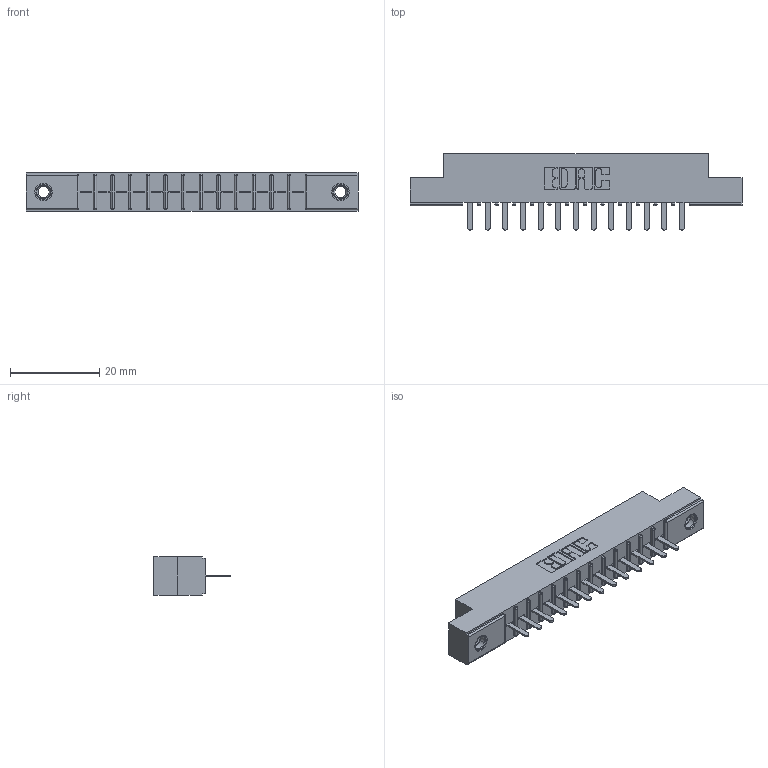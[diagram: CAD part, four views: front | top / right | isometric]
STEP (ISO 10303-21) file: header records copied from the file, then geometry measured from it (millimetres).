
FILE_DESCRIPTION (( 'STEP AP203' ), '1' );
FILE_NAME ('316-013-420-107.STEP', '2020-09-22T16:31:22', ( '' ), ( '' ), 'SwSTEP 2.0', 'SolidWorks 2020', '' );
FILE_SCHEMA (( 'CONFIG_CONTROL_DESIGN' ));
Length unit declared in the file: inch
Products named in the file (4): 345-250-001_345-250-005-103; 306-290-001_120; 316-013-420-107; 306 Part_.156 Dia
Assembly tree (16 placements, depth 2):
  316-013-420-107
    306 Part_.156 Dia
    306-290-001_120  x13
    345-250-001_345-250-005-103  x2
Bounding box: 74.52 x 17.12 x 8.71 mm (x, y, z)
Volume: 5049.5 mm3; surface area: 7213.5 mm2
Topology: 16 solids, 16 shells, 1086 faces, 3013 edges, 1930 vertices
Faces by surface type: plane 711, cylinder 307, sphere 52, cone 12, torus 4
Entity records: 17021 total; most frequent: CARTESIAN_POINT 2833, DIRECTION 2805, ORIENTED_EDGE 2798, EDGE_CURVE 1399, VECTOR 1077, LINE 1077, VERTEX_POINT 892, AXIS2_PLACEMENT_3D 864
